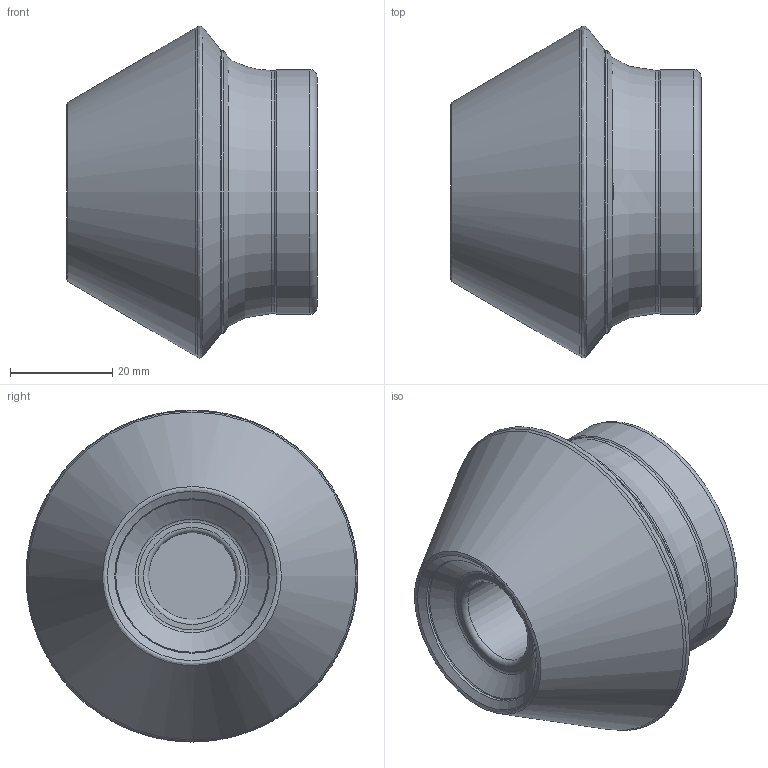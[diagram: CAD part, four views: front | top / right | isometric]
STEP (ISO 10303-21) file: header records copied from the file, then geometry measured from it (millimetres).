
FILE_DESCRIPTION(/* description */ (''),/* implementation_level */ '2;1');
FILE_NAME(/* name */ 'AHM60-AP16-D35x65-A22-Z0306-H.stp',/* time_stamp */ '2023-12-10T02:20:02+03:00',/* author */ (''),/* organization */ (''),/* preprocessor_version */ 'ST-DEVELOPER v19.4',/* originating_system */ 'SIEMENS PLM Software NX2306.3001',/* authorisation */ '');
FILE_SCHEMA (('AUTOMOTIVE_DESIGN { 1 0 10303 214 3 1 1 1 }'));
Length unit declared in the file: millimetre
Products named in the file (1): AHM60-AP16-D35x65-A22-Z0306-H_XT
Bounding box: 48.98 x 64.99 x 65 mm (x, y, z)
Volume: 126454.8 mm3; surface area: 22403.9 mm2
Topology: 2 solids, 2 shells, 35 faces, 66 edges, 34 vertices
Faces by surface type: revolution 16, cone 7, torus 6, cylinder 3, plane 3
Full cylindrical faces by diameter (mm): 17 x1, 47.6 x1, 48 x1
Entity records: 954 total; most frequent: CARTESIAN_POINT 222, DIRECTION 122, EDGE_LOOP 68, ORIENTED_EDGE 68, FACE_BOUND 66, AXIS2_PLACEMENT_3D 53, ADVANCED_FACE 35, VERTEX_POINT 34
